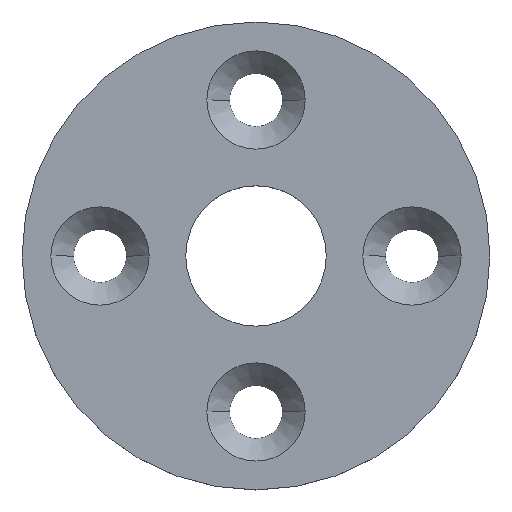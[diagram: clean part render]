
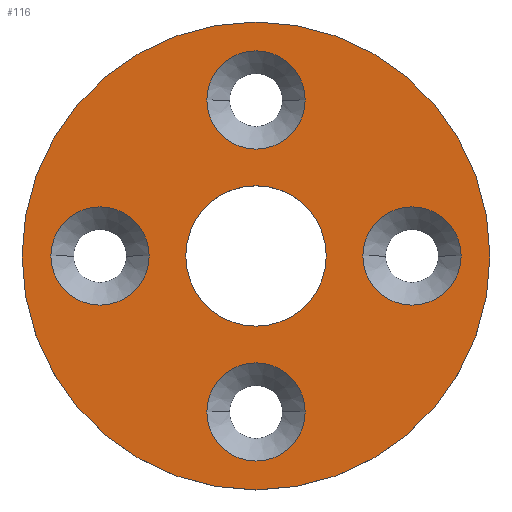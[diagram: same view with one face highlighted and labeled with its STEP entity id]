
A CAD part, top view. The second image highlights one B-rep face of the part: STEP entity #116.
In plain terms, the highlighted planar face has unit normal (0, 0, 1).
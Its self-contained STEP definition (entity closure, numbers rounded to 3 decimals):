
#4 = DIRECTION ( 'NONE',  ( -1., 0., 0. ) ) ;
#10 = CIRCLE ( 'NONE', #584, 3.15 ) ;
#13 = EDGE_LOOP ( 'NONE', ( #186, #458 ) ) ;
#15 = CARTESIAN_POINT ( 'NONE',  ( -3.15, 10., 2. ) ) ;
#32 = EDGE_CURVE ( 'NONE', #187, #633, #381, .T. ) ;
#34 = DIRECTION ( 'NONE',  ( 1., 0., 0. ) ) ;
#36 = EDGE_LOOP ( 'NONE', ( #493, #459 ) ) ;
#40 = AXIS2_PLACEMENT_3D ( 'NONE', #691, #421, #476 ) ;
#46 = EDGE_LOOP ( 'NONE', ( #94, #541 ) ) ;
#47 = ORIENTED_EDGE ( 'NONE', *, *, #643, .F. ) ;
#48 = ORIENTED_EDGE ( 'NONE', *, *, #692, .F. ) ;
#59 = EDGE_CURVE ( 'NONE', #172, #155, #152, .T. ) ;
#67 = DIRECTION ( 'NONE',  ( 1., 0., 0. ) ) ;
#69 = AXIS2_PLACEMENT_3D ( 'NONE', #141, #527, #642 ) ;
#74 = EDGE_LOOP ( 'NONE', ( #327, #47 ) ) ;
#77 = DIRECTION ( 'NONE',  ( 1., 0., 0. ) ) ;
#83 = CARTESIAN_POINT ( 'NONE',  ( -3.15, -10., 2. ) ) ;
#88 = CARTESIAN_POINT ( 'NONE',  ( 10., 0., 2. ) ) ;
#94 = ORIENTED_EDGE ( 'NONE', *, *, #294, .F. ) ;
#95 = VERTEX_POINT ( 'NONE', #253 ) ;
#96 = CARTESIAN_POINT ( 'NONE',  ( 0., 0., 2. ) ) ;
#98 = EDGE_CURVE ( 'NONE', #155, #172, #529, .T. ) ;
#99 = CARTESIAN_POINT ( 'NONE',  ( 13.15, 0., 2. ) ) ;
#102 = VERTEX_POINT ( 'NONE', #537 ) ;
#104 = CIRCLE ( 'NONE', #40, 3.15 ) ;
#106 = DIRECTION ( 'NONE',  ( 0., 0., -1. ) ) ;
#109 = DIRECTION ( 'NONE',  ( 0., 0., 1. ) ) ;
#111 = EDGE_CURVE ( 'NONE', #389, #95, #349, .T. ) ;
#116 = ADVANCED_FACE ( 'NONE', ( #424, #563, #478, #372, #220, #131 ), #337, .T. ) ;
#125 = DIRECTION ( 'NONE',  ( 1., 0., 0. ) ) ;
#126 = CARTESIAN_POINT ( 'NONE',  ( 15., 0., 2. ) ) ;
#131 = FACE_OUTER_BOUND ( 'NONE', #574, .T. ) ;
#141 = CARTESIAN_POINT ( 'NONE',  ( -10., 0., 2. ) ) ;
#146 = ORIENTED_EDGE ( 'NONE', *, *, #32, .F. ) ;
#150 = CIRCLE ( 'NONE', #303, 3.15 ) ;
#152 = CIRCLE ( 'NONE', #577, 4.5 ) ;
#153 = DIRECTION ( 'NONE',  ( 1., 0., 0. ) ) ;
#155 = VERTEX_POINT ( 'NONE', #674 ) ;
#157 = CARTESIAN_POINT ( 'NONE',  ( 10., 0., 2. ) ) ;
#158 = AXIS2_PLACEMENT_3D ( 'NONE', #266, #271, #153 ) ;
#165 = DIRECTION ( 'NONE',  ( 1., 0., 0. ) ) ;
#166 = CARTESIAN_POINT ( 'NONE',  ( -13.15, 0., 2. ) ) ;
#172 = VERTEX_POINT ( 'NONE', #347 ) ;
#173 = DIRECTION ( 'NONE',  ( 1., 0., 0. ) ) ;
#177 = AXIS2_PLACEMENT_3D ( 'NONE', #88, #362, #77 ) ;
#186 = ORIENTED_EDGE ( 'NONE', *, *, #59, .T. ) ;
#187 = VERTEX_POINT ( 'NONE', #15 ) ;
#198 = AXIS2_PLACEMENT_3D ( 'NONE', #285, #109, #173 ) ;
#202 = CIRCLE ( 'NONE', #261, 15. ) ;
#216 = VERTEX_POINT ( 'NONE', #83 ) ;
#219 = EDGE_CURVE ( 'NONE', #102, #408, #296, .T. ) ;
#220 = FACE_BOUND ( 'NONE', #13, .T. ) ;
#227 = VERTEX_POINT ( 'NONE', #472 ) ;
#250 = CARTESIAN_POINT ( 'NONE',  ( 3.15, 10., 2. ) ) ;
#253 = CARTESIAN_POINT ( 'NONE',  ( -15., 0., 2. ) ) ;
#261 = AXIS2_PLACEMENT_3D ( 'NONE', #367, #523, #34 ) ;
#266 = CARTESIAN_POINT ( 'NONE',  ( 0., -10., 2. ) ) ;
#271 = DIRECTION ( 'NONE',  ( 0., 0., 1. ) ) ;
#285 = CARTESIAN_POINT ( 'NONE',  ( 0., 0., 2. ) ) ;
#294 = EDGE_CURVE ( 'NONE', #654, #227, #150, .T. ) ;
#296 = CIRCLE ( 'NONE', #69, 3.15 ) ;
#303 = AXIS2_PLACEMENT_3D ( 'NONE', #157, #490, #383 ) ;
#306 = AXIS2_PLACEMENT_3D ( 'NONE', #441, #671, #67 ) ;
#315 = DIRECTION ( 'NONE',  ( 1., 0., 0. ) ) ;
#317 = EDGE_CURVE ( 'NONE', #216, #350, #397, .T. ) ;
#322 = AXIS2_PLACEMENT_3D ( 'NONE', #323, #106, #4 ) ;
#323 = CARTESIAN_POINT ( 'NONE',  ( 0., 0., 2. ) ) ;
#327 = ORIENTED_EDGE ( 'NONE', *, *, #219, .F. ) ;
#336 = EDGE_LOOP ( 'NONE', ( #48, #146 ) ) ;
#337 = PLANE ( 'NONE',  #306 ) ;
#347 = CARTESIAN_POINT ( 'NONE',  ( -4.5, 0., 2. ) ) ;
#349 = CIRCLE ( 'NONE', #198, 15. ) ;
#350 = VERTEX_POINT ( 'NONE', #710 ) ;
#354 = EDGE_CURVE ( 'NONE', #350, #216, #10, .T. ) ;
#362 = DIRECTION ( 'NONE',  ( 0., 0., 1. ) ) ;
#367 = CARTESIAN_POINT ( 'NONE',  ( 0., 0., 2. ) ) ;
#372 = FACE_BOUND ( 'NONE', #74, .T. ) ;
#381 = CIRCLE ( 'NONE', #460, 3.15 ) ;
#383 = DIRECTION ( 'NONE',  ( 1., 0., 0. ) ) ;
#389 = VERTEX_POINT ( 'NONE', #126 ) ;
#397 = CIRCLE ( 'NONE', #158, 3.15 ) ;
#408 = VERTEX_POINT ( 'NONE', #166 ) ;
#421 = DIRECTION ( 'NONE',  ( 0., 0., 1. ) ) ;
#424 = FACE_BOUND ( 'NONE', #336, .T. ) ;
#433 = EDGE_CURVE ( 'NONE', #227, #654, #544, .T. ) ;
#441 = CARTESIAN_POINT ( 'NONE',  ( 0., 0., 2. ) ) ;
#445 = CIRCLE ( 'NONE', #578, 3.15 ) ;
#446 = CARTESIAN_POINT ( 'NONE',  ( 0., 10., 2. ) ) ;
#458 = ORIENTED_EDGE ( 'NONE', *, *, #98, .T. ) ;
#459 = ORIENTED_EDGE ( 'NONE', *, *, #317, .F. ) ;
#460 = AXIS2_PLACEMENT_3D ( 'NONE', #587, #475, #315 ) ;
#472 = CARTESIAN_POINT ( 'NONE',  ( 6.85, 0., 2. ) ) ;
#474 = EDGE_CURVE ( 'NONE', #95, #389, #202, .T. ) ;
#475 = DIRECTION ( 'NONE',  ( 0., 0., 1. ) ) ;
#476 = DIRECTION ( 'NONE',  ( 1., 0., 0. ) ) ;
#478 = FACE_BOUND ( 'NONE', #36, .T. ) ;
#487 = CARTESIAN_POINT ( 'NONE',  ( 0., -10., 2. ) ) ;
#490 = DIRECTION ( 'NONE',  ( 0., 0., 1. ) ) ;
#493 = ORIENTED_EDGE ( 'NONE', *, *, #354, .F. ) ;
#495 = ORIENTED_EDGE ( 'NONE', *, *, #474, .T. ) ;
#523 = DIRECTION ( 'NONE',  ( 0., 0., 1. ) ) ;
#527 = DIRECTION ( 'NONE',  ( 0., 0., 1. ) ) ;
#529 = CIRCLE ( 'NONE', #322, 4.5 ) ;
#534 = DIRECTION ( 'NONE',  ( -1., 0., 0. ) ) ;
#537 = CARTESIAN_POINT ( 'NONE',  ( -6.85, 0., 2. ) ) ;
#541 = ORIENTED_EDGE ( 'NONE', *, *, #433, .F. ) ;
#544 = CIRCLE ( 'NONE', #177, 3.15 ) ;
#556 = ORIENTED_EDGE ( 'NONE', *, *, #111, .T. ) ;
#563 = FACE_BOUND ( 'NONE', #46, .T. ) ;
#574 = EDGE_LOOP ( 'NONE', ( #495, #556 ) ) ;
#577 = AXIS2_PLACEMENT_3D ( 'NONE', #96, #590, #534 ) ;
#578 = AXIS2_PLACEMENT_3D ( 'NONE', #446, #624, #125 ) ;
#584 = AXIS2_PLACEMENT_3D ( 'NONE', #487, #657, #165 ) ;
#587 = CARTESIAN_POINT ( 'NONE',  ( 0., 10., 2. ) ) ;
#590 = DIRECTION ( 'NONE',  ( 0., 0., -1. ) ) ;
#624 = DIRECTION ( 'NONE',  ( 0., 0., 1. ) ) ;
#633 = VERTEX_POINT ( 'NONE', #250 ) ;
#642 = DIRECTION ( 'NONE',  ( 1., 0., 0. ) ) ;
#643 = EDGE_CURVE ( 'NONE', #408, #102, #104, .T. ) ;
#654 = VERTEX_POINT ( 'NONE', #99 ) ;
#657 = DIRECTION ( 'NONE',  ( 0., 0., 1. ) ) ;
#671 = DIRECTION ( 'NONE',  ( 0., 0., 1. ) ) ;
#674 = CARTESIAN_POINT ( 'NONE',  ( 4.5, 0., 2. ) ) ;
#691 = CARTESIAN_POINT ( 'NONE',  ( -10., 0., 2. ) ) ;
#692 = EDGE_CURVE ( 'NONE', #633, #187, #445, .T. ) ;
#710 = CARTESIAN_POINT ( 'NONE',  ( 3.15, -10., 2. ) ) ;
